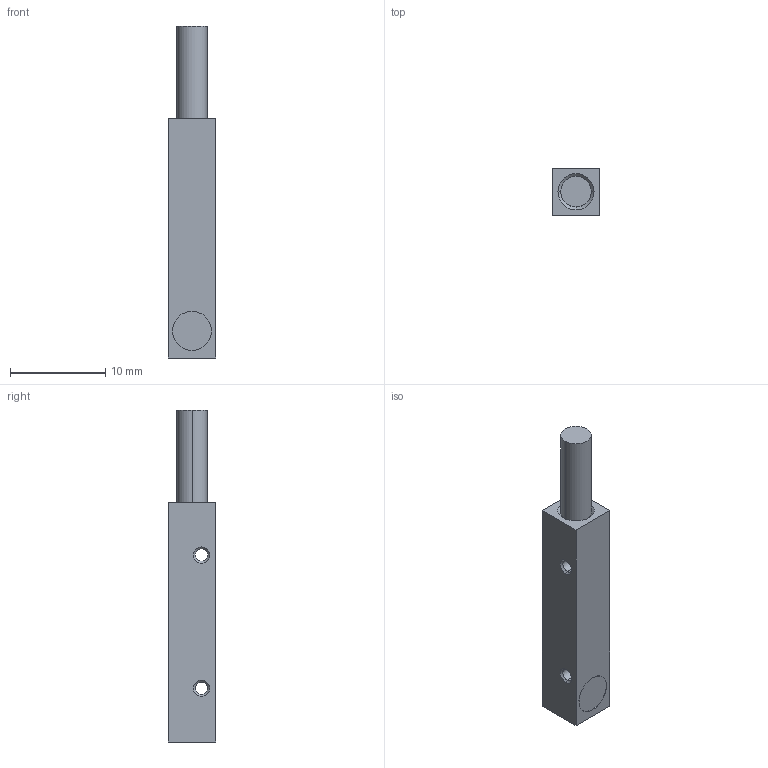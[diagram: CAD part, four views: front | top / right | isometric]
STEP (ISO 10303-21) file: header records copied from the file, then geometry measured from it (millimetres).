
FILE_DESCRIPTION((''),'2;1');
FILE_NAME('DM_CAD-2136','2015-07-29T',('Creinig-se'),(''),'PRO/ENGINEER BY PARAMETRIC TECHNOLOGY CORPORATION, 2013050','PRO/ENGINEER BY PARAMETRIC TECHNOLOGY CORPORATION, 2013050','');
FILE_SCHEMA(('CONFIG_CONTROL_DESIGN'));
Length unit declared in the file: millimetre
Products named in the file (1): DM_CAD-2136
Bounding box: 5 x 5 x 34.9 mm (x, y, z)
Volume: 693.2 mm3; surface area: 690.4 mm2
Topology: 1 solids, 1 shells, 26 faces, 118 edges, 110 vertices
Faces by surface type: cone 10, plane 8, cylinder 8
Entity records: 1647 total; most frequent: DIRECTION 214, CARTESIAN_POINT 179, PRESENTATION_STYLE_ASSIGNMENT 135, STYLED_ITEM 132, CURVE_STYLE 125, ORIENTED_EDGE 112, VECTOR 76, LINE 76
